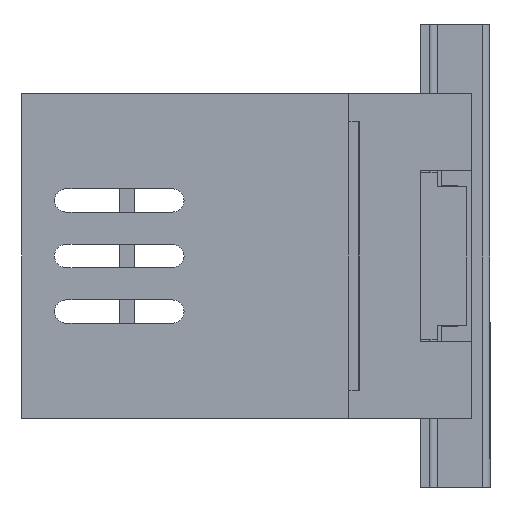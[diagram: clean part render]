
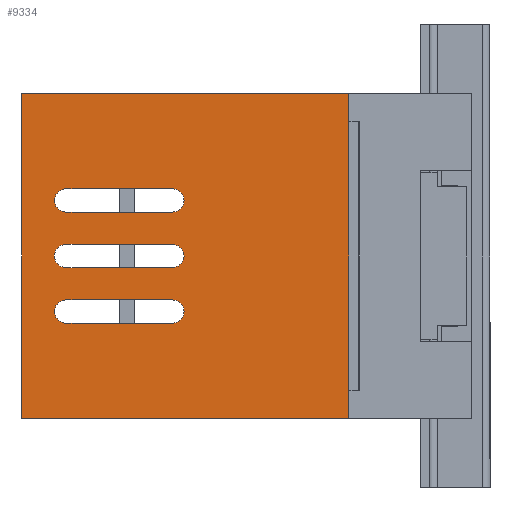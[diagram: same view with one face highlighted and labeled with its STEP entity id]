
A CAD part, left-side view. The second image highlights one B-rep face of the part: STEP entity #9334.
In plain terms, the highlighted planar face has unit normal (-1, 0, 0).
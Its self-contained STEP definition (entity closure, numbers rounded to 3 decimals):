
#246 = CARTESIAN_POINT ( 'NONE',  ( -55., 30.55, -4.75 ) ) ;
#387 = CIRCLE ( 'NONE', #10156, 1.25 ) ;
#522 = VERTEX_POINT ( 'NONE', #4349 ) ;
#716 = CARTESIAN_POINT ( 'NONE',  ( -55., 35.3, 17.5 ) ) ;
#1167 = CARTESIAN_POINT ( 'NONE',  ( -55., 19.05, -6. ) ) ;
#1319 = ORIENTED_EDGE ( 'NONE', *, *, #12866, .T. ) ;
#1428 = VECTOR ( 'NONE', #9126, 1000. ) ;
#1497 = VERTEX_POINT ( 'NONE', #18849 ) ;
#1522 = CIRCLE ( 'NONE', #17346, 1.25 ) ;
#1544 = FACE_BOUND ( 'NONE', #18444, .T. ) ;
#1573 = VERTEX_POINT ( 'NONE', #10186 ) ;
#1574 = DIRECTION ( 'NONE',  ( 0., 0., -1. ) ) ;
#1609 = EDGE_CURVE ( 'NONE', #15551, #7993, #17922, .T. ) ;
#1890 = DIRECTION ( 'NONE',  ( 0., 0., 1. ) ) ;
#1958 = LINE ( 'NONE', #4633, #9858 ) ;
#1982 = VERTEX_POINT ( 'NONE', #17010 ) ;
#2446 = EDGE_CURVE ( 'NONE', #1573, #8089, #11650, .T. ) ;
#2481 = DIRECTION ( 'NONE',  ( 0., -1., 0. ) ) ;
#2661 = ORIENTED_EDGE ( 'NONE', *, *, #15806, .T. ) ;
#3194 = CARTESIAN_POINT ( 'NONE',  ( -55., 19.05, 4.75 ) ) ;
#3612 = VERTEX_POINT ( 'NONE', #3194 ) ;
#3722 = EDGE_CURVE ( 'NONE', #9277, #14323, #16434, .T. ) ;
#4118 = ORIENTED_EDGE ( 'NONE', *, *, #7983, .T. ) ;
#4349 = CARTESIAN_POINT ( 'NONE',  ( -55., 30.55, -7.25 ) ) ;
#4548 = ORIENTED_EDGE ( 'NONE', *, *, #9597, .T. ) ;
#4589 = CARTESIAN_POINT ( 'NONE',  ( -55., 19.05, -1.25 ) ) ;
#4633 = CARTESIAN_POINT ( 'NONE',  ( -55., 35.3, 17.5 ) ) ;
#4741 = EDGE_CURVE ( 'NONE', #12607, #3612, #11827, .T. ) ;
#4851 = VECTOR ( 'NONE', #10154, 1000. ) ;
#5055 = AXIS2_PLACEMENT_3D ( 'NONE', #6889, #12791, #17271 ) ;
#5131 = LINE ( 'NONE', #9035, #13695 ) ;
#5400 = LINE ( 'NONE', #10566, #1428 ) ;
#5426 = PLANE ( 'NONE',  #5055 ) ;
#5515 = VERTEX_POINT ( 'NONE', #15070 ) ;
#5659 = DIRECTION ( 'NONE',  ( 0., 0., -1. ) ) ;
#5710 = CARTESIAN_POINT ( 'NONE',  ( -55., 30.55, 0. ) ) ;
#5738 = EDGE_LOOP ( 'NONE', ( #5772, #7077, #18102, #9529 ) ) ;
#5772 = ORIENTED_EDGE ( 'NONE', *, *, #13023, .T. ) ;
#5793 = DIRECTION ( 'NONE',  ( 1., 0., 0. ) ) ;
#6032 = EDGE_CURVE ( 'NONE', #1573, #9277, #1958, .T. ) ;
#6252 = VECTOR ( 'NONE', #6626, 1000. ) ;
#6440 = ORIENTED_EDGE ( 'NONE', *, *, #18992, .T. ) ;
#6626 = DIRECTION ( 'NONE',  ( 0., -1., 0. ) ) ;
#6877 = CARTESIAN_POINT ( 'NONE',  ( -55., 30.55, -4.75 ) ) ;
#6881 = VECTOR ( 'NONE', #9747, 1000. ) ;
#6889 = CARTESIAN_POINT ( 'NONE',  ( -55., 35.3, 17.5 ) ) ;
#7077 = ORIENTED_EDGE ( 'NONE', *, *, #9564, .T. ) ;
#7278 = EDGE_LOOP ( 'NONE', ( #16475, #9761, #8963, #8740 ) ) ;
#7603 = DIRECTION ( 'NONE',  ( 0., -1., 0. ) ) ;
#7983 = EDGE_CURVE ( 'NONE', #13979, #522, #14821, .T. ) ;
#7990 = CARTESIAN_POINT ( 'NONE',  ( -55., 30.55, -1.25 ) ) ;
#7993 = VERTEX_POINT ( 'NONE', #8055 ) ;
#8055 = CARTESIAN_POINT ( 'NONE',  ( -55., 30.55, 1.25 ) ) ;
#8089 = VERTEX_POINT ( 'NONE', #12919 ) ;
#8182 = CARTESIAN_POINT ( 'NONE',  ( -55., 30.55, -1.25 ) ) ;
#8394 = VECTOR ( 'NONE', #2481, 1000. ) ;
#8711 = DIRECTION ( 'NONE',  ( 1., 0., 0. ) ) ;
#8740 = ORIENTED_EDGE ( 'NONE', *, *, #2446, .T. ) ;
#8793 = DIRECTION ( 'NONE',  ( 1., 0., 0. ) ) ;
#8878 = AXIS2_PLACEMENT_3D ( 'NONE', #16007, #8711, #11644 ) ;
#8909 = CARTESIAN_POINT ( 'NONE',  ( -55., 30.55, 6. ) ) ;
#8963 = ORIENTED_EDGE ( 'NONE', *, *, #6032, .F. ) ;
#8981 = FACE_OUTER_BOUND ( 'NONE', #7278, .T. ) ;
#9035 = CARTESIAN_POINT ( 'NONE',  ( -55., 30.55, 7.25 ) ) ;
#9126 = DIRECTION ( 'NONE',  ( 0., 1., 0. ) ) ;
#9211 = EDGE_CURVE ( 'NONE', #8089, #14323, #15917, .T. ) ;
#9277 = VERTEX_POINT ( 'NONE', #14159 ) ;
#9334 = ADVANCED_FACE ( 'NONE', ( #13842, #17325, #1544, #8981 ), #5426, .F. ) ;
#9529 = ORIENTED_EDGE ( 'NONE', *, *, #4741, .T. ) ;
#9541 = VECTOR ( 'NONE', #15655, 1000. ) ;
#9564 = EDGE_CURVE ( 'NONE', #5515, #1497, #1522, .T. ) ;
#9597 = EDGE_CURVE ( 'NONE', #522, #13321, #387, .T. ) ;
#9692 = EDGE_CURVE ( 'NONE', #12483, #15551, #17533, .T. ) ;
#9697 = CARTESIAN_POINT ( 'NONE',  ( -55., 19.05, 7.25 ) ) ;
#9747 = DIRECTION ( 'NONE',  ( 0., 0., 1. ) ) ;
#9761 = ORIENTED_EDGE ( 'NONE', *, *, #3722, .F. ) ;
#9858 = VECTOR ( 'NONE', #1890, 1000. ) ;
#10154 = DIRECTION ( 'NONE',  ( 0., -1., 0. ) ) ;
#10156 = AXIS2_PLACEMENT_3D ( 'NONE', #18298, #12484, #1574 ) ;
#10186 = CARTESIAN_POINT ( 'NONE',  ( -55., 35.3, -17.5 ) ) ;
#10205 = DIRECTION ( 'NONE',  ( 0., 0., -1. ) ) ;
#10219 = DIRECTION ( 'NONE',  ( 1., 0., 0. ) ) ;
#10329 = VERTEX_POINT ( 'NONE', #14279 ) ;
#10566 = CARTESIAN_POINT ( 'NONE',  ( -55., 30.55, 4.75 ) ) ;
#10898 = VECTOR ( 'NONE', #14204, 1000. ) ;
#11644 = DIRECTION ( 'NONE',  ( 0., 0., -1. ) ) ;
#11650 = LINE ( 'NONE', #17031, #9541 ) ;
#11701 = CARTESIAN_POINT ( 'NONE',  ( -55., 19.05, -7.25 ) ) ;
#11742 = EDGE_CURVE ( 'NONE', #1982, #12483, #17028, .T. ) ;
#11827 = CIRCLE ( 'NONE', #8878, 1.25 ) ;
#11828 = CARTESIAN_POINT ( 'NONE',  ( -55., 19.05, 0. ) ) ;
#12483 = VERTEX_POINT ( 'NONE', #4589 ) ;
#12484 = DIRECTION ( 'NONE',  ( 1., 0., 0. ) ) ;
#12599 = DIRECTION ( 'NONE',  ( 0., 1., 0. ) ) ;
#12601 = AXIS2_PLACEMENT_3D ( 'NONE', #1167, #19134, #5659 ) ;
#12607 = VERTEX_POINT ( 'NONE', #9697 ) ;
#12791 = DIRECTION ( 'NONE',  ( 1., 0., 0. ) ) ;
#12866 = EDGE_CURVE ( 'NONE', #13321, #10329, #18622, .T. ) ;
#12919 = CARTESIAN_POINT ( 'NONE',  ( -55., 0., -17.5 ) ) ;
#12934 = CARTESIAN_POINT ( 'NONE',  ( -55., 30.55, 1.25 ) ) ;
#13023 = EDGE_CURVE ( 'NONE', #3612, #5515, #5400, .T. ) ;
#13229 = ORIENTED_EDGE ( 'NONE', *, *, #1609, .T. ) ;
#13321 = VERTEX_POINT ( 'NONE', #246 ) ;
#13440 = EDGE_CURVE ( 'NONE', #1497, #12607, #5131, .T. ) ;
#13695 = VECTOR ( 'NONE', #7603, 1000. ) ;
#13782 = AXIS2_PLACEMENT_3D ( 'NONE', #5710, #8793, #19182 ) ;
#13842 = FACE_BOUND ( 'NONE', #5738, .T. ) ;
#13931 = ORIENTED_EDGE ( 'NONE', *, *, #9692, .T. ) ;
#13979 = VERTEX_POINT ( 'NONE', #11701 ) ;
#14159 = CARTESIAN_POINT ( 'NONE',  ( -55., 35.3, 17.5 ) ) ;
#14204 = DIRECTION ( 'NONE',  ( 0., 1., 0. ) ) ;
#14279 = CARTESIAN_POINT ( 'NONE',  ( -55., 19.05, -4.75 ) ) ;
#14323 = VERTEX_POINT ( 'NONE', #15531 ) ;
#14734 = DIRECTION ( 'NONE',  ( 0., 0., -1. ) ) ;
#14757 = AXIS2_PLACEMENT_3D ( 'NONE', #11828, #5793, #10205 ) ;
#14821 = LINE ( 'NONE', #17065, #10898 ) ;
#15070 = CARTESIAN_POINT ( 'NONE',  ( -55., 30.55, 4.75 ) ) ;
#15531 = CARTESIAN_POINT ( 'NONE',  ( -55., 0., 17.5 ) ) ;
#15551 = VERTEX_POINT ( 'NONE', #7990 ) ;
#15655 = DIRECTION ( 'NONE',  ( 0., -1., 0. ) ) ;
#15806 = EDGE_CURVE ( 'NONE', #10329, #13979, #17500, .T. ) ;
#15917 = LINE ( 'NONE', #17397, #6881 ) ;
#15975 = LINE ( 'NONE', #12934, #4851 ) ;
#16007 = CARTESIAN_POINT ( 'NONE',  ( -55., 19.05, 6. ) ) ;
#16127 = VECTOR ( 'NONE', #12599, 1000. ) ;
#16434 = LINE ( 'NONE', #716, #6252 ) ;
#16475 = ORIENTED_EDGE ( 'NONE', *, *, #9211, .T. ) ;
#16827 = ORIENTED_EDGE ( 'NONE', *, *, #11742, .T. ) ;
#17010 = CARTESIAN_POINT ( 'NONE',  ( -55., 19.05, 1.25 ) ) ;
#17028 = CIRCLE ( 'NONE', #14757, 1.25 ) ;
#17031 = CARTESIAN_POINT ( 'NONE',  ( -55., 35.3, -17.5 ) ) ;
#17065 = CARTESIAN_POINT ( 'NONE',  ( -55., 30.55, -7.25 ) ) ;
#17271 = DIRECTION ( 'NONE',  ( 0., 0., -1. ) ) ;
#17325 = FACE_BOUND ( 'NONE', #18405, .T. ) ;
#17346 = AXIS2_PLACEMENT_3D ( 'NONE', #8909, #10219, #14734 ) ;
#17397 = CARTESIAN_POINT ( 'NONE',  ( -55., 0., 17.5 ) ) ;
#17500 = CIRCLE ( 'NONE', #12601, 1.25 ) ;
#17533 = LINE ( 'NONE', #8182, #16127 ) ;
#17922 = CIRCLE ( 'NONE', #13782, 1.25 ) ;
#18102 = ORIENTED_EDGE ( 'NONE', *, *, #13440, .T. ) ;
#18298 = CARTESIAN_POINT ( 'NONE',  ( -55., 30.55, -6. ) ) ;
#18405 = EDGE_LOOP ( 'NONE', ( #13931, #13229, #6440, #16827 ) ) ;
#18444 = EDGE_LOOP ( 'NONE', ( #4118, #4548, #1319, #2661 ) ) ;
#18622 = LINE ( 'NONE', #6877, #8394 ) ;
#18849 = CARTESIAN_POINT ( 'NONE',  ( -55., 30.55, 7.25 ) ) ;
#18992 = EDGE_CURVE ( 'NONE', #7993, #1982, #15975, .T. ) ;
#19134 = DIRECTION ( 'NONE',  ( 1., 0., 0. ) ) ;
#19182 = DIRECTION ( 'NONE',  ( 0., 0., -1. ) ) ;
